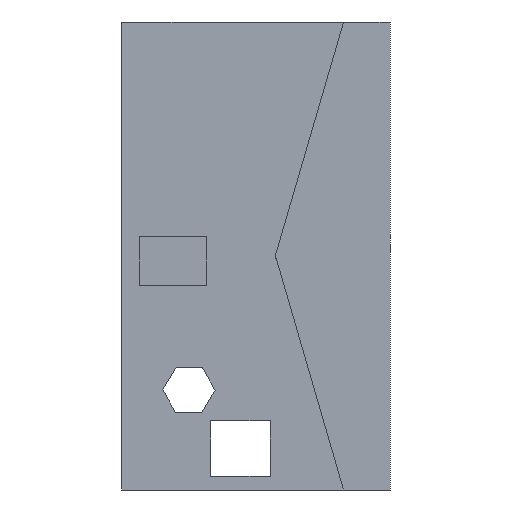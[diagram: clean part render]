
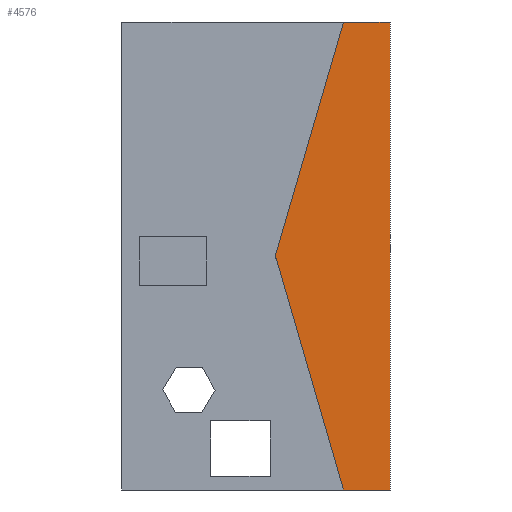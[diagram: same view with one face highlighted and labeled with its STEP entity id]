
A CAD part, front view. The second image highlights one B-rep face of the part: STEP entity #4576.
In plain terms, the highlighted planar face has unit normal (0, -1, 0).
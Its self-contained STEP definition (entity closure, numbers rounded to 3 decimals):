
#72 = PLANE('',#73);
#73 = AXIS2_PLACEMENT_3D('',#74,#75,#76);
#74 = CARTESIAN_POINT('',(0.,0.,0.));
#75 = DIRECTION('',(0.,0.,1.));
#76 = DIRECTION('',(1.,0.,-0.));
#126 = PLANE('',#127);
#127 = AXIS2_PLACEMENT_3D('',#128,#129,#130);
#128 = CARTESIAN_POINT('',(0.,0.,36.022));
#129 = DIRECTION('',(0.,0.,1.));
#130 = DIRECTION('',(1.,0.,-0.));
#830 = PLANE('',#831);
#831 = AXIS2_PLACEMENT_3D('',#832,#833,#834);
#832 = CARTESIAN_POINT('',(17.059,0.,36.022));
#833 = DIRECTION('',(-0.96,-0.,0.279));
#834 = DIRECTION('',(-0.279,0.,-0.96));
#856 = PLANE('',#857);
#857 = AXIS2_PLACEMENT_3D('',#858,#859,#860);
#858 = CARTESIAN_POINT('',(11.816,0.,18.011));
#859 = DIRECTION('',(-0.96,0.,-0.279));
#860 = DIRECTION('',(0.279,0.,-0.96));
#1295 = VERTEX_POINT('',#1296);
#1296 = CARTESIAN_POINT('',(17.059,5.263,
    36.022));
#1317 = EDGE_CURVE('',#1318,#1295,#1320,.T.);
#1318 = VERTEX_POINT('',#1319);
#1319 = CARTESIAN_POINT('',(20.65,5.263,
    36.022));
#1320 = SURFACE_CURVE('',#1321,(#1325,#1332),.PCURVE_S1.);
#1321 = LINE('',#1322,#1323);
#1322 = CARTESIAN_POINT('',(20.65,5.263,
    36.022));
#1323 = VECTOR('',#1324,1.);
#1324 = DIRECTION('',(-1.,0.,0.));
#1325 = PCURVE('',#126,#1326);
#1326 = DEFINITIONAL_REPRESENTATION('',(#1327),#1331);
#1327 = LINE('',#1328,#1329);
#1328 = CARTESIAN_POINT('',(20.65,5.263));
#1329 = VECTOR('',#1330,1.);
#1330 = DIRECTION('',(-1.,0.));
#1331 = ( GEOMETRIC_REPRESENTATION_CONTEXT(2) 
PARAMETRIC_REPRESENTATION_CONTEXT() REPRESENTATION_CONTEXT('2D SPACE',''
  ) );
#1332 = PCURVE('',#1333,#1338);
#1333 = PLANE('',#1334);
#1334 = AXIS2_PLACEMENT_3D('',#1335,#1336,#1337);
#1335 = CARTESIAN_POINT('',(17.603,5.263,18.011
    ));
#1336 = DIRECTION('',(-0.,-1.,-0.));
#1337 = DIRECTION('',(0.,0.,-1.));
#1338 = DEFINITIONAL_REPRESENTATION('',(#1339),#1343);
#1339 = LINE('',#1340,#1341);
#1340 = CARTESIAN_POINT('',(-18.011,3.047));
#1341 = VECTOR('',#1342,1.);
#1342 = DIRECTION('',(0.,-1.));
#1343 = ( GEOMETRIC_REPRESENTATION_CONTEXT(2) 
PARAMETRIC_REPRESENTATION_CONTEXT() REPRESENTATION_CONTEXT('2D SPACE',''
  ) );
#1359 = PLANE('',#1360);
#1360 = AXIS2_PLACEMENT_3D('',#1361,#1362,#1363);
#1361 = CARTESIAN_POINT('',(20.65,0.,0.));
#1362 = DIRECTION('',(1.,0.,-0.));
#1363 = DIRECTION('',(0.,0.,1.));
#1656 = VERTEX_POINT('',#1657);
#1657 = CARTESIAN_POINT('',(17.059,5.263,0.));
#1678 = EDGE_CURVE('',#1656,#1679,#1681,.T.);
#1679 = VERTEX_POINT('',#1680);
#1680 = CARTESIAN_POINT('',(20.65,5.263,0.));
#1681 = SURFACE_CURVE('',#1682,(#1686,#1693),.PCURVE_S1.);
#1682 = LINE('',#1683,#1684);
#1683 = CARTESIAN_POINT('',(17.059,5.263,0.));
#1684 = VECTOR('',#1685,1.);
#1685 = DIRECTION('',(1.,0.,0.));
#1686 = PCURVE('',#72,#1687);
#1687 = DEFINITIONAL_REPRESENTATION('',(#1688),#1692);
#1688 = LINE('',#1689,#1690);
#1689 = CARTESIAN_POINT('',(17.059,5.263));
#1690 = VECTOR('',#1691,1.);
#1691 = DIRECTION('',(1.,0.));
#1692 = ( GEOMETRIC_REPRESENTATION_CONTEXT(2) 
PARAMETRIC_REPRESENTATION_CONTEXT() REPRESENTATION_CONTEXT('2D SPACE',''
  ) );
#1693 = PCURVE('',#1333,#1694);
#1694 = DEFINITIONAL_REPRESENTATION('',(#1695),#1699);
#1695 = LINE('',#1696,#1697);
#1696 = CARTESIAN_POINT('',(18.011,-0.544));
#1697 = VECTOR('',#1698,1.);
#1698 = DIRECTION('',(0.,1.));
#1699 = ( GEOMETRIC_REPRESENTATION_CONTEXT(2) 
PARAMETRIC_REPRESENTATION_CONTEXT() REPRESENTATION_CONTEXT('2D SPACE',''
  ) );
#3228 = VERTEX_POINT('',#3229);
#3229 = CARTESIAN_POINT('',(11.816,5.263,18.011
    ));
#3250 = EDGE_CURVE('',#3228,#1656,#3251,.T.);
#3251 = SURFACE_CURVE('',#3252,(#3256,#3263),.PCURVE_S1.);
#3252 = LINE('',#3253,#3254);
#3253 = CARTESIAN_POINT('',(11.816,5.263,18.011
    ));
#3254 = VECTOR('',#3255,1.);
#3255 = DIRECTION('',(0.279,0.,-0.96));
#3256 = PCURVE('',#856,#3257);
#3257 = DEFINITIONAL_REPRESENTATION('',(#3258),#3262);
#3258 = LINE('',#3259,#3260);
#3259 = CARTESIAN_POINT('',(0.,-5.263));
#3260 = VECTOR('',#3261,1.);
#3261 = DIRECTION('',(1.,0.));
#3262 = ( GEOMETRIC_REPRESENTATION_CONTEXT(2) 
PARAMETRIC_REPRESENTATION_CONTEXT() REPRESENTATION_CONTEXT('2D SPACE',''
  ) );
#3263 = PCURVE('',#1333,#3264);
#3264 = DEFINITIONAL_REPRESENTATION('',(#3265),#3269);
#3265 = LINE('',#3266,#3267);
#3266 = CARTESIAN_POINT('',(0.,-5.787));
#3267 = VECTOR('',#3268,1.);
#3268 = DIRECTION('',(0.96,0.279));
#3269 = ( GEOMETRIC_REPRESENTATION_CONTEXT(2) 
PARAMETRIC_REPRESENTATION_CONTEXT() REPRESENTATION_CONTEXT('2D SPACE',''
  ) );
#3723 = EDGE_CURVE('',#1295,#3228,#3724,.T.);
#3724 = SURFACE_CURVE('',#3725,(#3729,#3736),.PCURVE_S1.);
#3725 = LINE('',#3726,#3727);
#3726 = CARTESIAN_POINT('',(17.059,5.263,
    36.022));
#3727 = VECTOR('',#3728,1.);
#3728 = DIRECTION('',(-0.279,0.,-0.96));
#3729 = PCURVE('',#830,#3730);
#3730 = DEFINITIONAL_REPRESENTATION('',(#3731),#3735);
#3731 = LINE('',#3732,#3733);
#3732 = CARTESIAN_POINT('',(0.,-5.263));
#3733 = VECTOR('',#3734,1.);
#3734 = DIRECTION('',(1.,0.));
#3735 = ( GEOMETRIC_REPRESENTATION_CONTEXT(2) 
PARAMETRIC_REPRESENTATION_CONTEXT() REPRESENTATION_CONTEXT('2D SPACE',''
  ) );
#3736 = PCURVE('',#1333,#3737);
#3737 = DEFINITIONAL_REPRESENTATION('',(#3738),#3742);
#3738 = LINE('',#3739,#3740);
#3739 = CARTESIAN_POINT('',(-18.011,-0.544));
#3740 = VECTOR('',#3741,1.);
#3741 = DIRECTION('',(0.96,-0.279));
#3742 = ( GEOMETRIC_REPRESENTATION_CONTEXT(2) 
PARAMETRIC_REPRESENTATION_CONTEXT() REPRESENTATION_CONTEXT('2D SPACE',''
  ) );
#4553 = EDGE_CURVE('',#1679,#1318,#4554,.T.);
#4554 = SURFACE_CURVE('',#4555,(#4559,#4566),.PCURVE_S1.);
#4555 = LINE('',#4556,#4557);
#4556 = CARTESIAN_POINT('',(20.65,5.263,0.));
#4557 = VECTOR('',#4558,1.);
#4558 = DIRECTION('',(0.,0.,1.));
#4559 = PCURVE('',#1359,#4560);
#4560 = DEFINITIONAL_REPRESENTATION('',(#4561),#4565);
#4561 = LINE('',#4562,#4563);
#4562 = CARTESIAN_POINT('',(0.,-5.263));
#4563 = VECTOR('',#4564,1.);
#4564 = DIRECTION('',(1.,0.));
#4565 = ( GEOMETRIC_REPRESENTATION_CONTEXT(2) 
PARAMETRIC_REPRESENTATION_CONTEXT() REPRESENTATION_CONTEXT('2D SPACE',''
  ) );
#4566 = PCURVE('',#1333,#4567);
#4567 = DEFINITIONAL_REPRESENTATION('',(#4568),#4572);
#4568 = LINE('',#4569,#4570);
#4569 = CARTESIAN_POINT('',(18.011,3.047));
#4570 = VECTOR('',#4571,1.);
#4571 = DIRECTION('',(-1.,0.));
#4572 = ( GEOMETRIC_REPRESENTATION_CONTEXT(2) 
PARAMETRIC_REPRESENTATION_CONTEXT() REPRESENTATION_CONTEXT('2D SPACE',''
  ) );
#4576 = ADVANCED_FACE('9',(#4577),#1333,.T.);
#4577 = FACE_BOUND('',#4578,.T.);
#4578 = EDGE_LOOP('',(#4579,#4580,#4581,#4582,#4583));
#4579 = ORIENTED_EDGE('',*,*,#1678,.T.);
#4580 = ORIENTED_EDGE('',*,*,#4553,.T.);
#4581 = ORIENTED_EDGE('',*,*,#1317,.T.);
#4582 = ORIENTED_EDGE('',*,*,#3723,.T.);
#4583 = ORIENTED_EDGE('',*,*,#3250,.T.);
